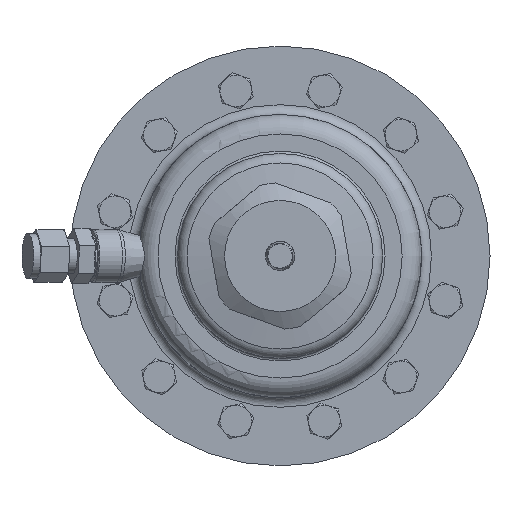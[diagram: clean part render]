
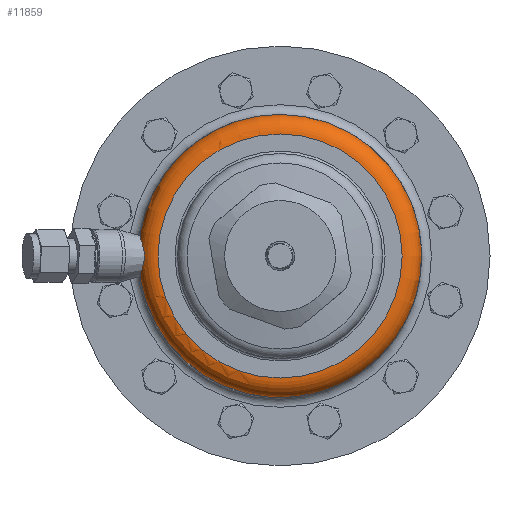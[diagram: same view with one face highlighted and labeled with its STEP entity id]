
A CAD part, front view. The second image highlights one B-rep face of the part: STEP entity #11859.
In plain terms, the highlighted toroidal (fillet/blend) face has major radius 50 mm and minor radius 8 mm.
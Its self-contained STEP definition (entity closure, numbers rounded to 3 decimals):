
#331 = CARTESIAN_POINT ( 'NONE',  ( -56.989, -382.458, -6.584 ) ) ;
#2192 = EDGE_LOOP ( 'NONE', ( #13754, #30892 ) ) ;
#2361 = CARTESIAN_POINT ( 'NONE',  ( 0., -379.322, 0. ) ) ;
#2528 = CARTESIAN_POINT ( 'NONE',  ( -55.602, -385.033, -0.466 ) ) ;
#2777 = CARTESIAN_POINT ( 'NONE',  ( -56.417, -383.814, -4.809 ) ) ;
#3025 = CARTESIAN_POINT ( 'NONE',  ( -57.399, -379.766, 8.326 ) ) ;
#3791 = CARTESIAN_POINT ( 'NONE',  ( -57.377, -379.322, 8.477 ) ) ;
#4031 = DIRECTION ( 'NONE',  ( 0., -1., 0. ) ) ;
#4184 = CARTESIAN_POINT ( 'NONE',  ( -56.478, -383.699, -5.004 ) ) ;
#4657 = CARTESIAN_POINT ( 'NONE',  ( -57.089, -382.126, -6.892 ) ) ;
#4678 = CIRCLE ( 'NONE', #14732, 50. ) ;
#5408 = DIRECTION ( 'NONE',  ( 0., -1., 0. ) ) ;
#6388 = CARTESIAN_POINT ( 'NONE',  ( -56.299, -384.027, -4.412 ) ) ;
#6532 = AXIS2_PLACEMENT_3D ( 'NONE', #2361, #43002, #25042 ) ;
#7096 = CARTESIAN_POINT ( 'NONE',  ( -55.84, -384.731, -2.51 ) ) ;
#7620 = CARTESIAN_POINT ( 'NONE',  ( 0., -379.322, 0. ) ) ;
#7784 = CARTESIAN_POINT ( 'NONE',  ( -56.656, -383.333, -5.57 ) ) ;
#8323 = FACE_OUTER_BOUND ( 'NONE', #2192, .T. ) ;
#10004 = VERTEX_POINT ( 'NONE', #10191 ) ;
#10114 = VERTEX_POINT ( 'NONE', #47381 ) ;
#10191 = CARTESIAN_POINT ( 'NONE',  ( -57.377, -379.322, -8.477 ) ) ;
#10462 = CARTESIAN_POINT ( 'NONE',  ( -55.97, -384.551, 3.163 ) ) ;
#10701 = CARTESIAN_POINT ( 'NONE',  ( -56.992, -382.45, 6.592 ) ) ;
#10933 = CARTESIAN_POINT ( 'NONE',  ( -57.213, -381.575, 7.319 ) ) ;
#11412 = CARTESIAN_POINT ( 'NONE',  ( -57.253, -381.397, -7.457 ) ) ;
#11859 = ADVANCED_FACE ( 'NONE', ( #38105, #8323 ), #12103, .T. ) ;
#12103 = TOROIDAL_SURFACE ( 'NONE', #21379, 50., 8. ) ;
#13754 = ORIENTED_EDGE ( 'NONE', *, *, #35979, .T. ) ;
#14109 = CARTESIAN_POINT ( 'NONE',  ( -57.091, -382.118, 6.898 ) ) ;
#14354 = CARTESIAN_POINT ( 'NONE',  ( -55.7, -384.913, -1.608 ) ) ;
#14591 = CARTESIAN_POINT ( 'NONE',  ( -57.334, -380.8, 7.819 ) ) ;
#14732 = AXIS2_PLACEMENT_3D ( 'NONE', #27388, #5408, #23981 ) ;
#15023 = CIRCLE ( 'NONE', #6532, 58. ) ;
#17261 = CARTESIAN_POINT ( 'NONE',  ( -56.075, -384.398, -3.595 ) ) ;
#17744 = CARTESIAN_POINT ( 'NONE',  ( -57.31, -380.998, 7.703 ) ) ;
#18341 = EDGE_CURVE ( 'NONE', #32760, #10004, #23816, .T. ) ;
#18754 = DIRECTION ( 'NONE',  ( 0., 0., 1. ) ) ;
#21379 = AXIS2_PLACEMENT_3D ( 'NONE', #7620, #4031, #18754 ) ;
#21812 = CARTESIAN_POINT ( 'NONE',  ( -55.971, -384.548, -3.17 ) ) ;
#22049 = CARTESIAN_POINT ( 'NONE',  ( -57.389, -380.198, -8.14 ) ) ;
#23816 = B_SPLINE_CURVE_WITH_KNOTS ( 'NONE', 3,
 ( #35893, #3025, #47744, #14591, #17744, #24726, #10933, #14109, #10701, #28362, #25713, #32743, #28834, #43625, #10462, #40465, #35645, #47500, #25214, #2528, #25464, #14354, #43869, #40238, #7096, #21812, #17261, #46785, #6388, #2777, #4184, #7784, #29797, #331, #4657, #11412, #33447, #22049, #26185, #44568 ),
 .UNSPECIFIED., .F., .F.,
 ( 4, 2, 2, 2, 2, 2, 2, 2, 2, 2, 2, 2, 2, 2, 2, 2, 2, 2, 2, 4 ),
 ( 0., 0.001, 0.002, 0.003, 0.004, 0.006, 0.007, 0.008, 0.01, 0.011, 0.012, 0.013, 0.014, 0.015, 0.016, 0.017, 0.018, 0.019, 0.021, 0.022 ),
 .UNSPECIFIED. ) ;
#23981 = DIRECTION ( 'NONE',  ( 0., 0., 1. ) ) ;
#24726 = CARTESIAN_POINT ( 'NONE',  ( -57.249, -381.385, 7.453 ) ) ;
#25042 = DIRECTION ( 'NONE',  ( 0., 0., 1. ) ) ;
#25214 = CARTESIAN_POINT ( 'NONE',  ( -55.602, -385.033, 0.461 ) ) ;
#25464 = CARTESIAN_POINT ( 'NONE',  ( -55.628, -385.003, -0.925 ) ) ;
#25713 = CARTESIAN_POINT ( 'NONE',  ( -56.655, -383.336, 5.566 ) ) ;
#26185 = CARTESIAN_POINT ( 'NONE',  ( -57.4, -379.766, -8.326 ) ) ;
#27388 = CARTESIAN_POINT ( 'NONE',  ( 0., -387.322, 0. ) ) ;
#28362 = CARTESIAN_POINT ( 'NONE',  ( -56.774, -383.058, 5.927 ) ) ;
#28834 = CARTESIAN_POINT ( 'NONE',  ( -56.298, -384.034, 4.419 ) ) ;
#29529 = EDGE_LOOP ( 'NONE', ( #42903 ) ) ;
#29797 = CARTESIAN_POINT ( 'NONE',  ( -56.773, -383.061, -5.923 ) ) ;
#30892 = ORIENTED_EDGE ( 'NONE', *, *, #18341, .T. ) ;
#32743 = CARTESIAN_POINT ( 'NONE',  ( -56.417, -383.822, 4.813 ) ) ;
#32760 = VERTEX_POINT ( 'NONE', #3791 ) ;
#33447 = CARTESIAN_POINT ( 'NONE',  ( -57.315, -381.012, -7.706 ) ) ;
#35645 = CARTESIAN_POINT ( 'NONE',  ( -55.725, -384.882, 1.841 ) ) ;
#35893 = CARTESIAN_POINT ( 'NONE',  ( -57.377, -379.322, 8.477 ) ) ;
#35979 = EDGE_CURVE ( 'NONE', #10004, #32760, #15023, .T. ) ;
#38105 = FACE_OUTER_BOUND ( 'NONE', #29529, .T. ) ;
#40238 = CARTESIAN_POINT ( 'NONE',  ( -55.8, -384.784, -2.285 ) ) ;
#40465 = CARTESIAN_POINT ( 'NONE',  ( -55.795, -384.792, 2.287 ) ) ;
#42903 = ORIENTED_EDGE ( 'NONE', *, *, #44044, .F. ) ;
#43002 = DIRECTION ( 'NONE',  ( 0., -1., 0. ) ) ;
#43625 = CARTESIAN_POINT ( 'NONE',  ( -56.075, -384.398, 3.595 ) ) ;
#43869 = CARTESIAN_POINT ( 'NONE',  ( -55.73, -384.875, -1.834 ) ) ;
#44044 = EDGE_CURVE ( 'NONE', #10114, #10114, #4678, .T. ) ;
#44568 = CARTESIAN_POINT ( 'NONE',  ( -57.377, -379.322, -8.477 ) ) ;
#46785 = CARTESIAN_POINT ( 'NONE',  ( -56.242, -384.125, -4.211 ) ) ;
#47381 = CARTESIAN_POINT ( 'NONE',  ( 0., -387.322, 50. ) ) ;
#47500 = CARTESIAN_POINT ( 'NONE',  ( -55.628, -385.003, 0.93 ) ) ;
#47744 = CARTESIAN_POINT ( 'NONE',  ( -57.389, -380.191, 8.143 ) ) ;
